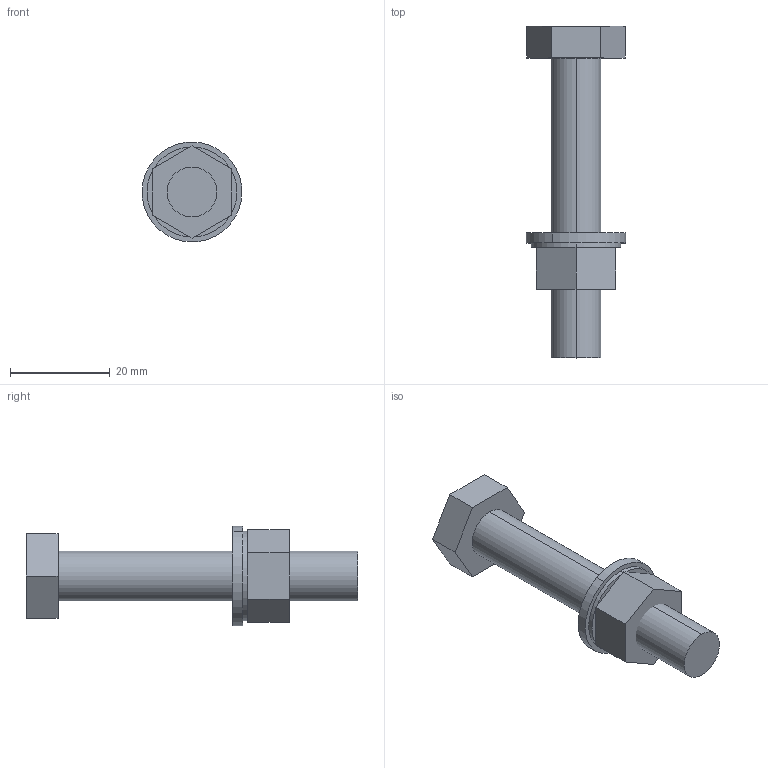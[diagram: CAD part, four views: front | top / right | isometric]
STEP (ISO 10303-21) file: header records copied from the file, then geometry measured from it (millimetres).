
FILE_DESCRIPTION (( 'STEP AP214' ), '1' );
FILE_NAME ('6408516.stp', '2016-08-24T08:03:52', ( '' ), ( '' ), 'SwSTEP 2.0', 'SolidWorks 2014', '' );
FILE_SCHEMA (( 'AUTOMOTIVE_DESIGN' ));
Length unit declared in the file: millimetre
Products named in the file (5): hex nut style 1 gradeab_iso_Hexagon Nut ISO - 4032 - M10 - D - N; serrated lock washer 1_din_DIN 6798-A10.5; plain washer normal grade a_iso_Washer ISO 7089 - 10; ISO 4017 - M10x60_Standard; 6408516
Assembly tree (4 placements, depth 2):
  6408516
    ISO 4017 - M10x60_Standard
    plain washer normal grade a_iso_Washer ISO 7089 - 10
    serrated lock washer 1_din_DIN 6798-A10.5
    hex nut style 1 gradeab_iso_Hexagon Nut ISO - 4032 - M10 - D - N
Bounding box: 19.99 x 66.4 x 19.99 mm (x, y, z)
Volume: 8306.1 mm3; surface area: 4845.3 mm2
Topology: 4 solids, 4 shells, 33 faces, 72 edges, 48 vertices
Faces by surface type: plane 21, cylinder 12
Entity records: 1120 total; most frequent: DIRECTION 176, CARTESIAN_POINT 160, ORIENTED_EDGE 144, EDGE_CURVE 72, AXIS2_PLACEMENT_3D 64, VERTEX_POINT 48, VECTOR 48, LINE 48
